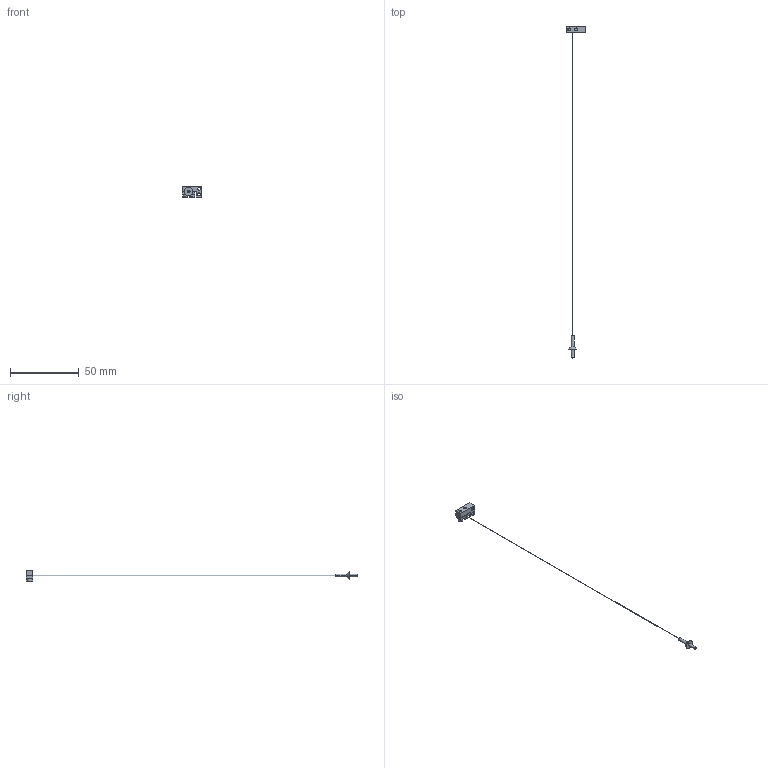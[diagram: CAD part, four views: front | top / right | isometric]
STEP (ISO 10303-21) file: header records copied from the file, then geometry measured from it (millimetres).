
FILE_DESCRIPTION (( 'STEP AP203' ), '1' );
FILE_NAME ('D060537-v4.STEP', '2013-02-25T19:39:47', ( 'Dwayne Giardina' ), ( 'Microsoft' ), 'SwSTEP 2.0', 'SolidWorks 2013', '' );
FILE_SCHEMA (( 'CONFIG_CONTROL_DESIGN' ));
Length unit declared in the file: inch
Products named in the file (7): D060537-v4; D020132_lowerbladewireclamp; D020133_lowerbladewireclampplate; NAS 620 FLAT WASHERS_________ FLAT WASHERS NAS 620-C2  (OR EQUIV.); Ag-SST_Socketheadcapscrew_SHCS #2-56  X 0.25; D060538_Lower_Wire_OMC; D1200971 OMC LOWER WIRE CLAMP
Assembly tree (8 placements, depth 2):
  D060537-v4
    D020132_lowerbladewireclamp
    D020133_lowerbladewireclampplate
    NAS 620 FLAT WASHERS_________ FLAT WASHERS NAS 620-C2  (OR EQUIV.)  x2
    Ag-SST_Socketheadcapscrew_SHCS #2-56  X 0.25  x2
    D060538_Lower_Wire_OMC
    D1200971 OMC LOWER WIRE CLAMP
Bounding box: 14.48 x 241.11 x 8.62 mm (x, y, z)
Volume: 551.9 mm3; surface area: 1200.8 mm2
Topology: 8 solids, 8 shells, 95 faces, 210 edges, 136 vertices
Faces by surface type: plane 46, cylinder 39, cone 10
Entity records: 2847 total; most frequent: DIRECTION 390, CARTESIAN_POINT 346, ORIENTED_EDGE 320, EDGE_CURVE 160, AXIS2_PLACEMENT_3D 148, VERTEX_POINT 104, LINE 94, VECTOR 94
